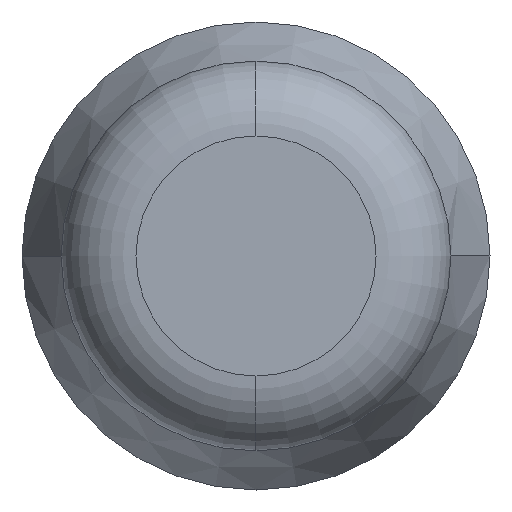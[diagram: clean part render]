
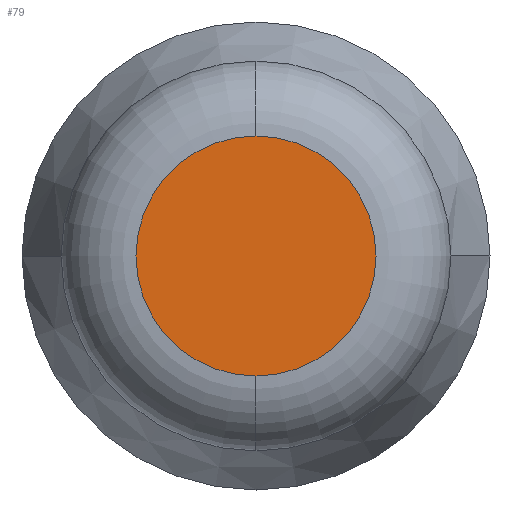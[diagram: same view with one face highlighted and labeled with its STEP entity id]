
A CAD part, front view. The second image highlights one B-rep face of the part: STEP entity #79.
In plain terms, the highlighted planar face has unit normal (0, -1, 0).
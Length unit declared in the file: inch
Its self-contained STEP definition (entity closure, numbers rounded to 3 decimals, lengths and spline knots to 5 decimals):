
#5 = ORIENTED_EDGE ( 'NONE', *, *, #75, .T. ) ;
#6 = ORIENTED_EDGE ( 'NONE', *, *, #155, .T. ) ;
#9 = CARTESIAN_POINT ( 'NONE',  ( 0., 0., -0.0481 ) ) ;
#12 = CARTESIAN_POINT ( 'NONE',  ( 0., 0., 0. ) ) ;
#36 = DIRECTION ( 'NONE',  ( 0., 0., -1. ) ) ;
#70 = DIRECTION ( 'NONE',  ( 0., 0., -1. ) ) ;
#75 = EDGE_CURVE ( 'NONE', #294, #196, #312, .T. ) ;
#79 = ADVANCED_FACE ( 'NONE', ( #126 ), #371, .T. ) ;
#126 = FACE_OUTER_BOUND ( 'NONE', #137, .T. ) ;
#137 = EDGE_LOOP ( 'NONE', ( #5, #6 ) ) ;
#155 = EDGE_CURVE ( 'NONE', #196, #294, #192, .T. ) ;
#170 = DIRECTION ( 'NONE',  ( 0., 0., -1. ) ) ;
#188 = CARTESIAN_POINT ( 'NONE',  ( 0., 0., 0. ) ) ;
#192 = CIRCLE ( 'NONE', #203, 0.0481 ) ;
#196 = VERTEX_POINT ( 'NONE', #327 ) ;
#203 = AXIS2_PLACEMENT_3D ( 'NONE', #226, #348, #70 ) ;
#226 = CARTESIAN_POINT ( 'NONE',  ( 0., 0., 0. ) ) ;
#233 = AXIS2_PLACEMENT_3D ( 'NONE', #12, #289, #170 ) ;
#289 = DIRECTION ( 'NONE',  ( 0., -1., 0. ) ) ;
#294 = VERTEX_POINT ( 'NONE', #9 ) ;
#297 = DIRECTION ( 'NONE',  ( 0., -1., 0. ) ) ;
#312 = CIRCLE ( 'NONE', #359, 0.0481 ) ;
#327 = CARTESIAN_POINT ( 'NONE',  ( 0., 0., 0.0481 ) ) ;
#348 = DIRECTION ( 'NONE',  ( 0., -1., 0. ) ) ;
#359 = AXIS2_PLACEMENT_3D ( 'NONE', #188, #297, #36 ) ;
#371 = PLANE ( 'NONE',  #233 ) ;
